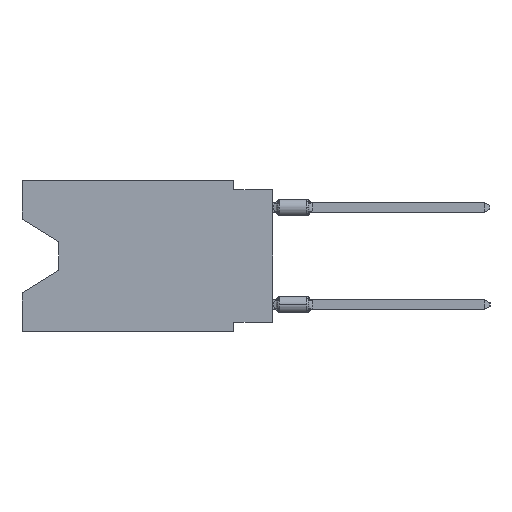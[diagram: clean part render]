
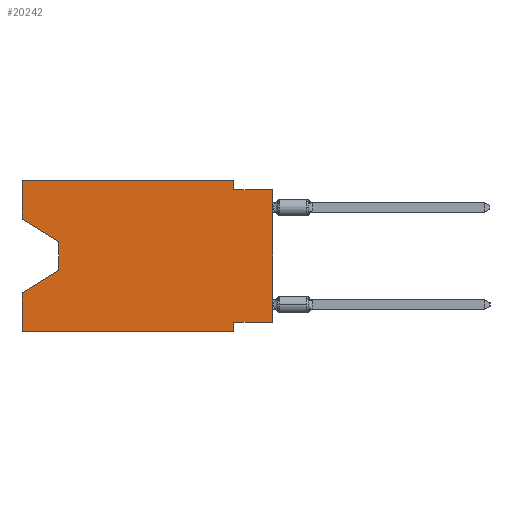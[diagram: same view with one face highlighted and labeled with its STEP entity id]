
A CAD part, left-side view. The second image highlights one B-rep face of the part: STEP entity #20242.
In plain terms, the highlighted planar face has unit normal (-1, 0, 0).
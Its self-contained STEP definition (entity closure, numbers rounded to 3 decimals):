
#418 = DIRECTION ( 'NONE',  ( 0., 0., -1. ) ) ;
#466 = VECTOR ( 'NONE', #60367, 1000. ) ;
#551 = EDGE_CURVE ( 'NONE', #20640, #49496, #49807, .T. ) ;
#1016 = VECTOR ( 'NONE', #36282, 1000. ) ;
#1745 = DIRECTION ( 'NONE',  ( 0., 1., 0. ) ) ;
#2505 = CARTESIAN_POINT ( 'NONE',  ( 0., 16.383, 0. ) ) ;
#3333 = ORIENTED_EDGE ( 'NONE', *, *, #26572, .F. ) ;
#3471 = VERTEX_POINT ( 'NONE', #39962 ) ;
#4356 = CARTESIAN_POINT ( 'NONE',  ( 0., 13.97, -5.893 ) ) ;
#4419 = DIRECTION ( 'NONE',  ( 0., -1., 0. ) ) ;
#5217 = CARTESIAN_POINT ( 'NONE',  ( 0., 16.383, 0. ) ) ;
#6254 = VERTEX_POINT ( 'NONE', #4356 ) ;
#6916 = ORIENTED_EDGE ( 'NONE', *, *, #57790, .F. ) ;
#7156 = CARTESIAN_POINT ( 'NONE',  ( 0., 0., -0.635 ) ) ;
#7186 = CARTESIAN_POINT ( 'NONE',  ( 0., 16.383, -2.546 ) ) ;
#8274 = LINE ( 'NONE', #29721, #51318 ) ;
#9099 = DIRECTION ( 'NONE',  ( 0., 0.855, -0.519 ) ) ;
#9497 = EDGE_LOOP ( 'NONE', ( #51090, #20885, #61834, #57087, #31111, #6916, #20878, #32934, #9962, #3333, #24811, #64834 ) ) ;
#9962 = ORIENTED_EDGE ( 'NONE', *, *, #57395, .F. ) ;
#10451 = VECTOR ( 'NONE', #17105, 1000. ) ;
#11470 = LINE ( 'NONE', #47358, #1016 ) ;
#11832 = CARTESIAN_POINT ( 'NONE',  ( 0., 0., -9.271 ) ) ;
#11907 = FACE_OUTER_BOUND ( 'NONE', #9497, .T. ) ;
#12635 = DIRECTION ( 'NONE',  ( 0., 0., 1. ) ) ;
#14129 = CARTESIAN_POINT ( 'NONE',  ( 0., 2.54, 0. ) ) ;
#15256 = VECTOR ( 'NONE', #1745, 1000. ) ;
#17105 = DIRECTION ( 'NONE',  ( 0., -0.855, -0.519 ) ) ;
#17428 = CARTESIAN_POINT ( 'NONE',  ( 0., 16.383, -2.546 ) ) ;
#17475 = VECTOR ( 'NONE', #418, 1000. ) ;
#17572 = CARTESIAN_POINT ( 'NONE',  ( 0., 2.54, -9.271 ) ) ;
#18158 = LINE ( 'NONE', #53702, #57404 ) ;
#20183 = CARTESIAN_POINT ( 'NONE',  ( 0., 16.383, -7.36 ) ) ;
#20242 = ADVANCED_FACE ( 'NONE', ( #11907 ), #53147, .F. ) ;
#20640 = VERTEX_POINT ( 'NONE', #11832 ) ;
#20878 = ORIENTED_EDGE ( 'NONE', *, *, #36947, .F. ) ;
#20885 = ORIENTED_EDGE ( 'NONE', *, *, #33119, .T. ) ;
#22979 = DIRECTION ( 'NONE',  ( 1., 0., 0. ) ) ;
#23653 = DIRECTION ( 'NONE',  ( 0., 0., 1. ) ) ;
#24592 = CARTESIAN_POINT ( 'NONE',  ( 0., 16.383, 0. ) ) ;
#24811 = ORIENTED_EDGE ( 'NONE', *, *, #60277, .F. ) ;
#24919 = VECTOR ( 'NONE', #4419, 1000. ) ;
#26572 = EDGE_CURVE ( 'NONE', #33976, #3471, #55027, .T. ) ;
#27236 = VERTEX_POINT ( 'NONE', #7186 ) ;
#27697 = EDGE_CURVE ( 'NONE', #6254, #45009, #18158, .T. ) ;
#28659 = DIRECTION ( 'NONE',  ( 0., 0., -1. ) ) ;
#29242 = EDGE_CURVE ( 'NONE', #27236, #62395, #63018, .T. ) ;
#29721 = CARTESIAN_POINT ( 'NONE',  ( 0., 13.97, -4.013 ) ) ;
#29784 = EDGE_CURVE ( 'NONE', #50079, #45009, #58579, .T. ) ;
#30050 = DIRECTION ( 'NONE',  ( 0., 0., -1. ) ) ;
#30711 = LINE ( 'NONE', #5217, #49803 ) ;
#31111 = ORIENTED_EDGE ( 'NONE', *, *, #40115, .T. ) ;
#32934 = ORIENTED_EDGE ( 'NONE', *, *, #551, .T. ) ;
#33119 = EDGE_CURVE ( 'NONE', #62395, #6254, #8274, .T. ) ;
#33976 = VERTEX_POINT ( 'NONE', #14129 ) ;
#34106 = CARTESIAN_POINT ( 'NONE',  ( 0., 16.383, 0. ) ) ;
#34971 = LINE ( 'NONE', #46358, #17475 ) ;
#36282 = DIRECTION ( 'NONE',  ( 0., -1., 0. ) ) ;
#36947 = EDGE_CURVE ( 'NONE', #20640, #42114, #63410, .T. ) ;
#39435 = VERTEX_POINT ( 'NONE', #63552 ) ;
#39962 = CARTESIAN_POINT ( 'NONE',  ( 0., 2.54, -0.635 ) ) ;
#40032 = VECTOR ( 'NONE', #54275, 1000. ) ;
#40115 = EDGE_CURVE ( 'NONE', #50079, #39435, #11470, .T. ) ;
#41052 = VERTEX_POINT ( 'NONE', #24592 ) ;
#42114 = VERTEX_POINT ( 'NONE', #17572 ) ;
#42238 = LINE ( 'NONE', #48914, #40032 ) ;
#42739 = VECTOR ( 'NONE', #23653, 1000. ) ;
#43314 = CARTESIAN_POINT ( 'NONE',  ( 0., 0., -9.271 ) ) ;
#45009 = VERTEX_POINT ( 'NONE', #20183 ) ;
#45958 = CARTESIAN_POINT ( 'NONE',  ( 0., 2.54, 0. ) ) ;
#46358 = CARTESIAN_POINT ( 'NONE',  ( 0., 2.54, -9.906 ) ) ;
#47358 = CARTESIAN_POINT ( 'NONE',  ( 0., 16.383, -9.906 ) ) ;
#48070 = AXIS2_PLACEMENT_3D ( 'NONE', #2505, #22979, #28659 ) ;
#48914 = CARTESIAN_POINT ( 'NONE',  ( 0., 16.383, 0. ) ) ;
#49496 = VERTEX_POINT ( 'NONE', #7156 ) ;
#49803 = VECTOR ( 'NONE', #50501, 1000. ) ;
#49807 = LINE ( 'NONE', #59834, #42739 ) ;
#50079 = VERTEX_POINT ( 'NONE', #60728 ) ;
#50356 = CARTESIAN_POINT ( 'NONE',  ( 0., 0., -0.635 ) ) ;
#50501 = DIRECTION ( 'NONE',  ( 0., -1., 0. ) ) ;
#51081 = CARTESIAN_POINT ( 'NONE',  ( 0., 13.97, -4.013 ) ) ;
#51090 = ORIENTED_EDGE ( 'NONE', *, *, #29242, .T. ) ;
#51182 = VECTOR ( 'NONE', #12635, 1000. ) ;
#51318 = VECTOR ( 'NONE', #30050, 1000. ) ;
#53147 = PLANE ( 'NONE',  #48070 ) ;
#53702 = CARTESIAN_POINT ( 'NONE',  ( 0., 13.97, -5.893 ) ) ;
#54275 = DIRECTION ( 'NONE',  ( 0., 0., 1. ) ) ;
#55027 = LINE ( 'NONE', #45958, #466 ) ;
#56051 = LINE ( 'NONE', #50356, #24919 ) ;
#57087 = ORIENTED_EDGE ( 'NONE', *, *, #29784, .F. ) ;
#57395 = EDGE_CURVE ( 'NONE', #3471, #49496, #56051, .T. ) ;
#57404 = VECTOR ( 'NONE', #9099, 1000. ) ;
#57790 = EDGE_CURVE ( 'NONE', #42114, #39435, #34971, .T. ) ;
#58370 = EDGE_CURVE ( 'NONE', #27236, #41052, #42238, .T. ) ;
#58579 = LINE ( 'NONE', #34106, #51182 ) ;
#59834 = CARTESIAN_POINT ( 'NONE',  ( 0., 0., 0. ) ) ;
#60277 = EDGE_CURVE ( 'NONE', #41052, #33976, #30711, .T. ) ;
#60367 = DIRECTION ( 'NONE',  ( 0., 0., -1. ) ) ;
#60728 = CARTESIAN_POINT ( 'NONE',  ( 0., 16.383, -9.906 ) ) ;
#61834 = ORIENTED_EDGE ( 'NONE', *, *, #27697, .T. ) ;
#62395 = VERTEX_POINT ( 'NONE', #51081 ) ;
#63018 = LINE ( 'NONE', #17428, #10451 ) ;
#63410 = LINE ( 'NONE', #43314, #15256 ) ;
#63552 = CARTESIAN_POINT ( 'NONE',  ( 0., 2.54, -9.906 ) ) ;
#64834 = ORIENTED_EDGE ( 'NONE', *, *, #58370, .F. ) ;
